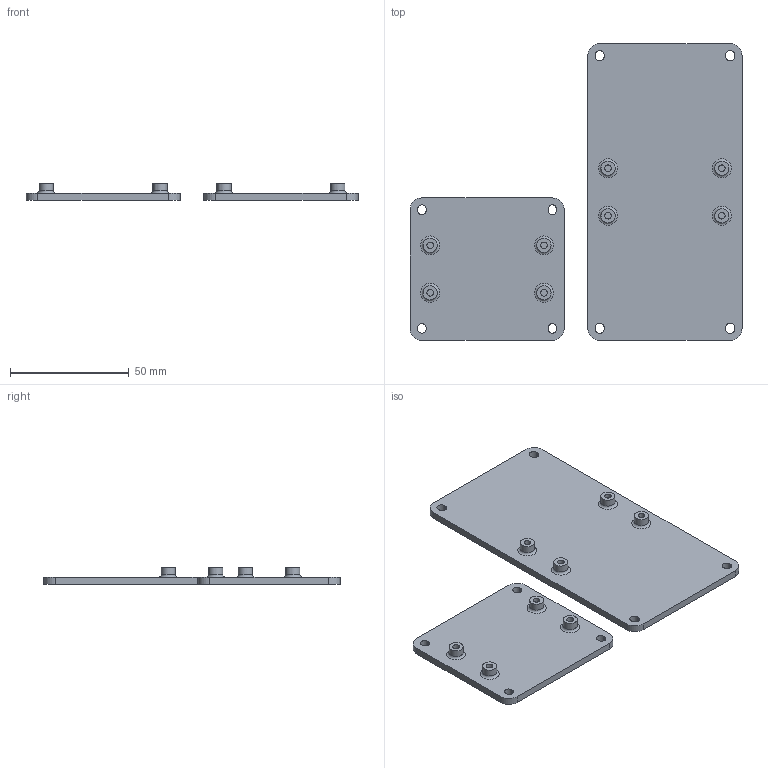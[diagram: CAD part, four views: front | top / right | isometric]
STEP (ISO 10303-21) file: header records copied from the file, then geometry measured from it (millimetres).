
FILE_DESCRIPTION(/* description */ (''),/* implementation_level */ '2;1');
FILE_NAME(/* name */ 'Lower Bay Tray - Creality MOSFET.step',/* time_stamp */ '2022-07-29T09:07:06-05:00',/* author */ (''),/* organization */ (''),/* preprocessor_version */ 'ST-DEVELOPER v19',/* originating_system */ 'Autodesk Translation Framework v11.7.0.108',/* authorisation */ '');
FILE_SCHEMA (('AUTOMOTIVE_DESIGN { 1 0 10303 214 3 1 1 }'));
Length unit declared in the file: millimetre
Products named in the file (3): Lower Bay Tray - Creality MOSFET; Lower Bay Tray - Creality MOSFET - Small; Lower Bay Tray - Creality MOSFET - Large
Assembly tree (2 placements, depth 2):
  Lower Bay Tray - Creality MOSFET
    Lower Bay Tray - Creality MOSFET - Small
    Lower Bay Tray - Creality MOSFET - Large
Bounding box: 140 x 125 x 7 mm (x, y, z)
Volume: 36386.1 mm3; surface area: 26727.4 mm2
Topology: 2 solids, 2 shells, 92 faces, 216 edges, 144 vertices
Faces by surface type: plane 44, cylinder 40, torus 8
Full cylindrical faces by diameter (mm): 2.8 x8, 6 x8
Entity records: 2808 total; most frequent: DIRECTION 514, CARTESIAN_POINT 457, ORIENTED_EDGE 432, EDGE_CURVE 216, AXIS2_PLACEMENT_3D 201, VERTEX_POINT 144, EDGE_LOOP 124, LINE 112
